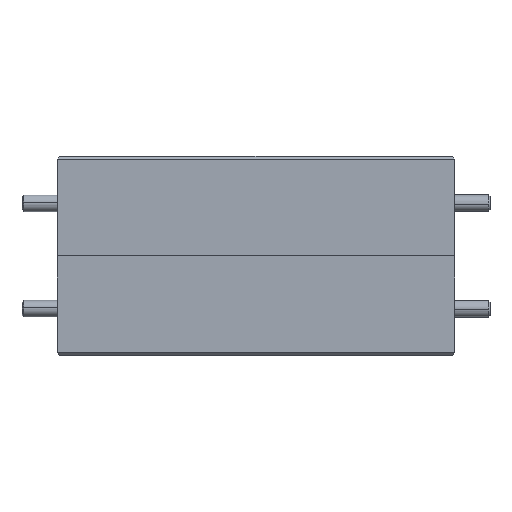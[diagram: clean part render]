
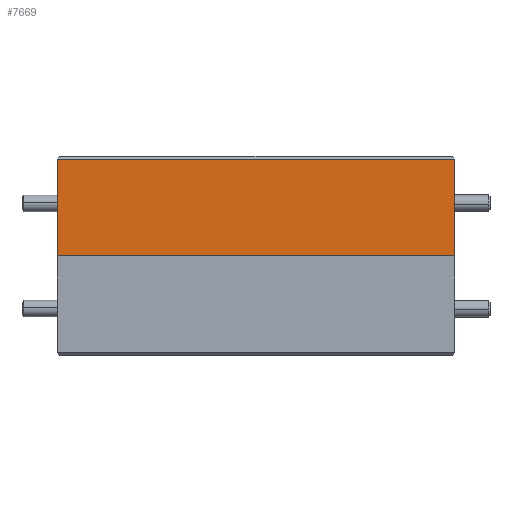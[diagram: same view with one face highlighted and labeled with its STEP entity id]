
A CAD part, top view. The second image highlights one B-rep face of the part: STEP entity #7669.
In plain terms, the highlighted planar face has unit normal (0, 0, 1).
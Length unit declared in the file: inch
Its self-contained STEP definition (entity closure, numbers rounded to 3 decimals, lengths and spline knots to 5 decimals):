
#9 = DIRECTION ( 'NONE',  ( 0., 0., -1. ) ) ;
#251 = CARTESIAN_POINT ( 'NONE',  ( -0.11362, -0.9, -0.81839 ) ) ;
#556 = VECTOR ( 'NONE', #994, 39.37008 ) ;
#922 = ORIENTED_EDGE ( 'NONE', *, *, #14873, .T. ) ;
#994 = DIRECTION ( 'NONE',  ( 0., -1., 0. ) ) ;
#2318 = VERTEX_POINT ( 'NONE', #9478 ) ;
#2339 = LINE ( 'NONE', #7632, #4998 ) ;
#2869 = LINE ( 'NONE', #5646, #3469 ) ;
#2958 = DIRECTION ( 'NONE',  ( -1., 0., 0. ) ) ;
#3469 = VECTOR ( 'NONE', #2958, 39.37008 ) ;
#3599 = VERTEX_POINT ( 'NONE', #14353 ) ;
#3757 = ORIENTED_EDGE ( 'NONE', *, *, #11758, .T. ) ;
#3771 = CARTESIAN_POINT ( 'NONE',  ( -0.11362, -0.525, -0.81839 ) ) ;
#4436 = EDGE_CURVE ( 'NONE', #3599, #13301, #5153, .T. ) ;
#4442 = CARTESIAN_POINT ( 'NONE',  ( -1.61362, -0.9, -0.81839 ) ) ;
#4998 = VECTOR ( 'NONE', #11685, 39.37008 ) ;
#5134 = ORIENTED_EDGE ( 'NONE', *, *, #15067, .T. ) ;
#5153 = LINE ( 'NONE', #3771, #556 ) ;
#5604 = EDGE_LOOP ( 'NONE', ( #15252, #3757, #5134, #922 ) ) ;
#5646 = CARTESIAN_POINT ( 'NONE',  ( -1.61362, -0.535, -0.81839 ) ) ;
#7009 = VERTEX_POINT ( 'NONE', #17117 ) ;
#7632 = CARTESIAN_POINT ( 'NONE',  ( -1.61362, -0.525, -0.81839 ) ) ;
#7669 = ADVANCED_FACE ( 'NONE', ( #11851 ), #7893, .F. ) ;
#7893 = PLANE ( 'NONE',  #9939 ) ;
#8594 = DIRECTION ( 'NONE',  ( 1., 0., 0. ) ) ;
#9478 = CARTESIAN_POINT ( 'NONE',  ( -1.61362, -0.535, -0.81839 ) ) ;
#9939 = AXIS2_PLACEMENT_3D ( 'NONE', #13148, #9, #15844 ) ;
#11685 = DIRECTION ( 'NONE',  ( 0., -1., 0. ) ) ;
#11758 = EDGE_CURVE ( 'NONE', #3599, #2318, #2869, .T. ) ;
#11851 = FACE_OUTER_BOUND ( 'NONE', #5604, .T. ) ;
#13148 = CARTESIAN_POINT ( 'NONE',  ( -1.61362, -0.525, -0.81839 ) ) ;
#13301 = VERTEX_POINT ( 'NONE', #251 ) ;
#14353 = CARTESIAN_POINT ( 'NONE',  ( -0.11362, -0.535, -0.81839 ) ) ;
#14873 = EDGE_CURVE ( 'NONE', #7009, #13301, #15240, .T. ) ;
#14954 = VECTOR ( 'NONE', #8594, 39.37008 ) ;
#15067 = EDGE_CURVE ( 'NONE', #2318, #7009, #2339, .T. ) ;
#15240 = LINE ( 'NONE', #4442, #14954 ) ;
#15252 = ORIENTED_EDGE ( 'NONE', *, *, #4436, .F. ) ;
#15844 = DIRECTION ( 'NONE',  ( -1., 0., 0. ) ) ;
#17117 = CARTESIAN_POINT ( 'NONE',  ( -1.61362, -0.9, -0.81839 ) ) ;
